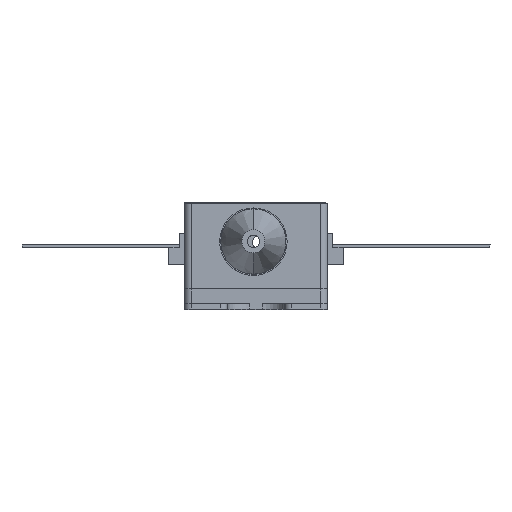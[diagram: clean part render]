
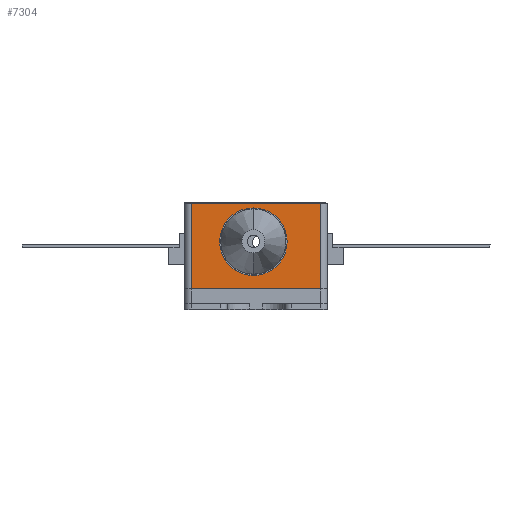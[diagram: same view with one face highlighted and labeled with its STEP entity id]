
A CAD part, top view. The second image highlights one B-rep face of the part: STEP entity #7304.
In plain terms, the highlighted planar face has unit normal (0, 0, 1).
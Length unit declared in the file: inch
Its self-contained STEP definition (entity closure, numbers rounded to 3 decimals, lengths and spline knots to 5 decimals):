
#3536 = ORIENTED_EDGE ( 'NONE', *, *, #6070, .T. ) ;
#3594 = ORIENTED_EDGE ( 'NONE', *, *, #6074, .F. ) ;
#3616 = ORIENTED_EDGE ( 'NONE', *, *, #6065, .T. ) ;
#3666 = ORIENTED_EDGE ( 'NONE', *, *, #6067, .T. ) ;
#3810 = ORIENTED_EDGE ( 'NONE', *, *, #6069, .F. ) ;
#3929 = ORIENTED_EDGE ( 'NONE', *, *, #6072, .T. ) ;
#4429 = CARTESIAN_POINT ( 'NONE',  ( 0.032, -0.23648, 1. ) ) ;
#4434 = CARTESIAN_POINT ( 'NONE',  ( 0.26759, -0.10262, 1. ) ) ;
#4435 = DIRECTION ( 'NONE',  ( 0., 0., 1. ) ) ;
#4436 = DIRECTION ( 'NONE',  ( 0., 0., 1. ) ) ;
#4453 = DIRECTION ( 'NONE',  ( -1., 0., 0. ) ) ;
#4467 = CARTESIAN_POINT ( 'NONE',  ( -0.20879, -0.40183, 1. ) ) ;
#4477 = CARTESIAN_POINT ( 'NONE',  ( -0.18516, -0.40183, 1. ) ) ;
#4490 = CARTESIAN_POINT ( 'NONE',  ( 0.032, -0.23648, 1. ) ) ;
#4492 = DIRECTION ( 'NONE',  ( 1., 0., 0. ) ) ;
#4493 = DIRECTION ( 'NONE',  ( 0., 1., 0. ) ) ;
#4515 = DIRECTION ( 'NONE',  ( 1., 0., 0. ) ) ;
#4521 = CARTESIAN_POINT ( 'NONE',  ( -0.20879, -0.10262, 1. ) ) ;
#4529 = DIRECTION ( 'NONE',  ( 0., -1., 0. ) ) ;
#4536 = DIRECTION ( 'NONE',  ( 1., 0., 0. ) ) ;
#6065 = EDGE_CURVE ( 'NONE', #8779, #8815, #10340, .T. ) ;
#6067 = EDGE_CURVE ( 'NONE', #8782, #8778, #10344, .T. ) ;
#6069 = EDGE_CURVE ( 'NONE', #8901, #8806, #10346, .T. ) ;
#6070 = EDGE_CURVE ( 'NONE', #8778, #8779, #10335, .T. ) ;
#6072 = EDGE_CURVE ( 'NONE', #8815, #8782, #10342, .T. ) ;
#6074 = EDGE_CURVE ( 'NONE', #8806, #8901, #10333, .T. ) ;
#6645 = AXIS2_PLACEMENT_3D ( 'NONE', #4429, #4435, #4536 ) ;
#6758 = AXIS2_PLACEMENT_3D ( 'NONE', #4490, #4436, #4515 ) ;
#7304 = ADVANCED_FACE ( 'NONE', ( #11882, #11886 ), #13077, .T. ) ;
#7599 = AXIS2_PLACEMENT_3D ( 'NONE', #13085, #13086, #13087 ) ;
#8778 = VERTEX_POINT ( 'NONE', #13195 ) ;
#8779 = VERTEX_POINT ( 'NONE', #13196 ) ;
#8782 = VERTEX_POINT ( 'NONE', #13199 ) ;
#8806 = VERTEX_POINT ( 'NONE', #13223 ) ;
#8815 = VERTEX_POINT ( 'NONE', #13232 ) ;
#8901 = VERTEX_POINT ( 'NONE', #13318 ) ;
#10333 = CIRCLE ( 'NONE', #6645, 0.0625 ) ;
#10334 = VECTOR ( 'NONE', #4492, 39.37008 ) ;
#10335 = LINE ( 'NONE', #4467, #10334 ) ;
#10336 = VECTOR ( 'NONE', #4529, 39.37008 ) ;
#10338 = VECTOR ( 'NONE', #4453, 39.37008 ) ;
#10340 = LINE ( 'NONE', #4434, #10345 ) ;
#10342 = LINE ( 'NONE', #4521, #10338 ) ;
#10344 = LINE ( 'NONE', #4477, #10336 ) ;
#10345 = VECTOR ( 'NONE', #4493, 39.37008 ) ;
#10346 = CIRCLE ( 'NONE', #6758, 0.0625 ) ;
#11353 = EDGE_LOOP ( 'NONE', ( #3810, #3594 ) ) ;
#11728 = EDGE_LOOP ( 'NONE', ( #3929, #3666, #3536, #3616 ) ) ;
#11882 = FACE_BOUND ( 'NONE', #11353, .T. ) ;
#11886 = FACE_OUTER_BOUND ( 'NONE', #11728, .T. ) ;
#13077 = PLANE ( 'NONE',  #7599 ) ;
#13085 = CARTESIAN_POINT ( 'NONE',  ( -0.20879, -0.40183, 1. ) ) ;
#13086 = DIRECTION ( 'NONE',  ( 0., 0., 1. ) ) ;
#13087 = DIRECTION ( 'NONE',  ( 1., 0., 0. ) ) ;
#13195 = CARTESIAN_POINT ( 'NONE',  ( -0.18516, -0.40183, 1. ) ) ;
#13196 = CARTESIAN_POINT ( 'NONE',  ( 0.26759, -0.40183, 1. ) ) ;
#13199 = CARTESIAN_POINT ( 'NONE',  ( -0.18516, -0.10262, 1. ) ) ;
#13223 = CARTESIAN_POINT ( 'NONE',  ( -0.0305, -0.23648, 1. ) ) ;
#13232 = CARTESIAN_POINT ( 'NONE',  ( 0.26759, -0.10262, 1. ) ) ;
#13318 = CARTESIAN_POINT ( 'NONE',  ( 0.0945, -0.23648, 1. ) ) ;
